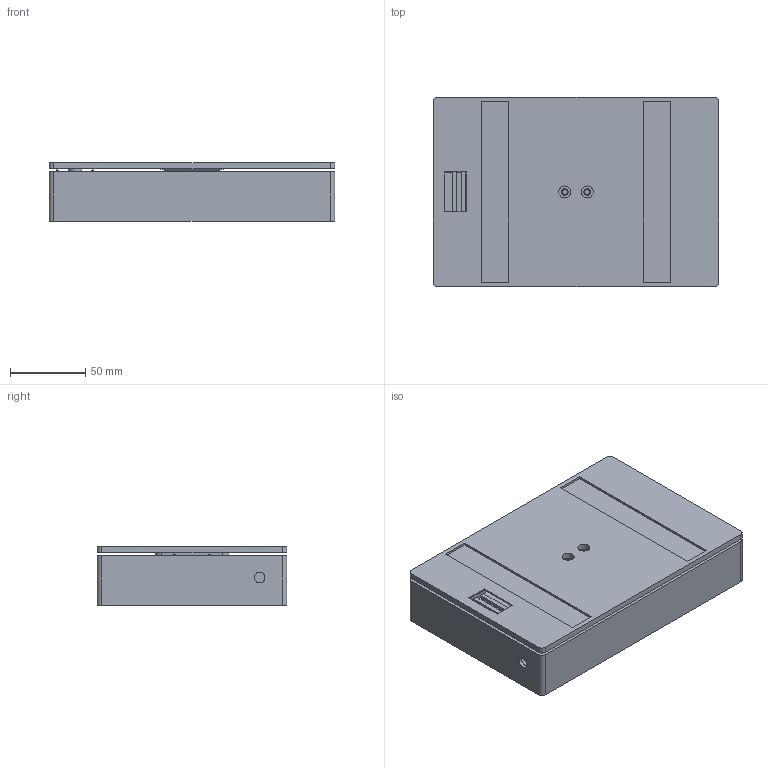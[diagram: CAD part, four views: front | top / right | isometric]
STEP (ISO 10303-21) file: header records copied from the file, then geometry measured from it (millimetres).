
FILE_DESCRIPTION(/* description */ (''),/* implementation_level */ '2;1');
FILE_NAME(/* name */ 'Spool Holder Scale.step',/* time_stamp */ '2024-02-01T11:12:27+02:00',/* author */ (''),/* organization */ (''),/* preprocessor_version */ 'ST-DEVELOPER v20',/* originating_system */ 'Autodesk Translation Framework v12.14.0.127',/* authorisation */ '');
FILE_SCHEMA (('AUTOMOTIVE_DESIGN { 1 0 10303 214 3 1 1 }'));
Length unit declared in the file: millimetre
Products named in the file (4): Spool Holder Scale; Plate; Load cell (5kg); Base
Assembly tree (3 placements, depth 2):
  Spool Holder Scale
    Plate
    Load cell (5kg)
    Base
Bounding box: 190 x 126 x 38.75 mm (x, y, z)
Volume: 245826.3 mm3; surface area: 147882.3 mm2
Topology: 8 solids, 8 shells, 327 faces, 847 edges, 562 vertices
Faces by surface type: cylinder 217, plane 100, bspline 8, torus 2
Full cylindrical faces by diameter (mm): 1.5 x4, 2.2 x6, 2.7 x2, 3.2 x2, 3.332 x36, 3.5 x4, 4.109 x20, 4.5 x2, 5 x6, 5.5 x2, 7 x1, 8 x2, 10 x2
Entity records: 19129 total; most frequent: CARTESIAN_POINT 11457, ORIENTED_EDGE 1698, DIRECTION 1313, EDGE_CURVE 849, VERTEX_POINT 562, AXIS2_PLACEMENT_3D 462, LINE 389, VECTOR 389
